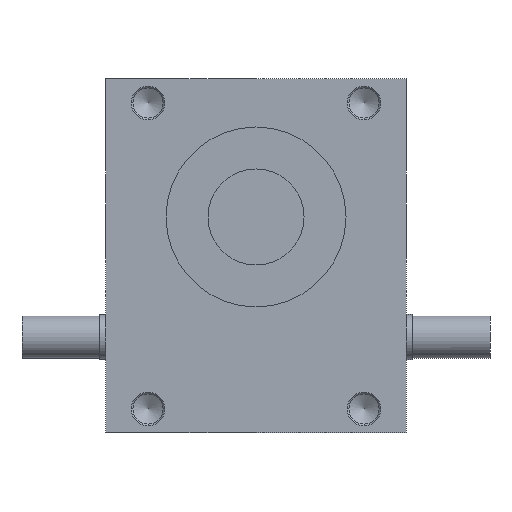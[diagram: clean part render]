
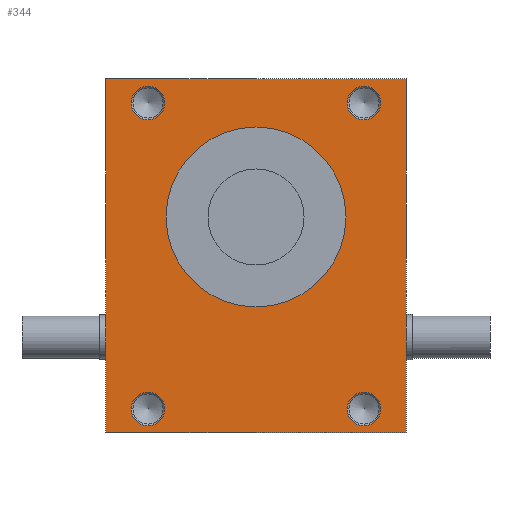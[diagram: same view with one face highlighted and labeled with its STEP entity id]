
A CAD part, front view. The second image highlights one B-rep face of the part: STEP entity #344.
In plain terms, the highlighted planar face has unit normal (0, -1, 0).
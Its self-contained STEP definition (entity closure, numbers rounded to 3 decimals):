
#344 = ADVANCED_FACE( '', ( #760, #761, #762, #763, #764, #765 ), #766, .F. );
#760 = FACE_BOUND( '', #1315, .T. );
#761 = FACE_BOUND( '', #1316, .T. );
#762 = FACE_BOUND( '', #1317, .T. );
#763 = FACE_BOUND( '', #1318, .T. );
#764 = FACE_BOUND( '', #1319, .T. );
#765 = FACE_OUTER_BOUND( '', #1320, .T. );
#766 = PLANE( '', #1321 );
#1315 = EDGE_LOOP( '', ( #2059 ) );
#1316 = EDGE_LOOP( '', ( #2060 ) );
#1317 = EDGE_LOOP( '', ( #2061 ) );
#1318 = EDGE_LOOP( '', ( #2062 ) );
#1319 = EDGE_LOOP( '', ( #2063 ) );
#1320 = EDGE_LOOP( '', ( #2064, #2065, #2066, #2067 ) );
#1321 = AXIS2_PLACEMENT_3D( '', #2068, #2069, #2070 );
#2059 = ORIENTED_EDGE( '', *, *, #3281, .F. );
#2060 = ORIENTED_EDGE( '', *, *, #3282, .F. );
#2061 = ORIENTED_EDGE( '', *, *, #3283, .F. );
#2062 = ORIENTED_EDGE( '', *, *, #3284, .F. );
#2063 = ORIENTED_EDGE( '', *, *, #3285, .T. );
#2064 = ORIENTED_EDGE( '', *, *, #3276, .T. );
#2065 = ORIENTED_EDGE( '', *, *, #3286, .F. );
#2066 = ORIENTED_EDGE( '', *, *, #3287, .F. );
#2067 = ORIENTED_EDGE( '', *, *, #3288, .T. );
#2068 = CARTESIAN_POINT( '', ( -250., -185., 295. ) );
#2069 = DIRECTION( '', ( 0., 1., 0. ) );
#2070 = DIRECTION( '', ( 0., 0., 1. ) );
#3276 = EDGE_CURVE( '', #3929, #3933, #3935, .T. );
#3281 = EDGE_CURVE( '', #3940, #3940, #3941, .T. );
#3282 = EDGE_CURVE( '', #3942, #3942, #3943, .T. );
#3283 = EDGE_CURVE( '', #3944, #3944, #3945, .T. );
#3284 = EDGE_CURVE( '', #3946, #3946, #3947, .T. );
#3285 = EDGE_CURVE( '', #3948, #3948, #3949, .T. );
#3286 = EDGE_CURVE( '', #3950, #3933, #3951, .T. );
#3287 = EDGE_CURVE( '', #3952, #3950, #3953, .T. );
#3288 = EDGE_CURVE( '', #3952, #3929, #3954, .T. );
#3929 = VERTEX_POINT( '', #4812 );
#3933 = VERTEX_POINT( '', #4818 );
#3935 = LINE( '', #4821, #4822 );
#3940 = VERTEX_POINT( '', #4829 );
#3941 = CIRCLE( '', #4830, 28. );
#3942 = VERTEX_POINT( '', #4831 );
#3943 = CIRCLE( '', #4832, 28. );
#3944 = VERTEX_POINT( '', #4833 );
#3945 = CIRCLE( '', #4834, 28. );
#3946 = VERTEX_POINT( '', #4835 );
#3947 = CIRCLE( '', #4836, 28. );
#3948 = VERTEX_POINT( '', #4837 );
#3949 = CIRCLE( '', #4838, 150. );
#3950 = VERTEX_POINT( '', #4839 );
#3951 = LINE( '', #4840, #4841 );
#3952 = VERTEX_POINT( '', #4842 );
#3953 = LINE( '', #4843, #4844 );
#3954 = LINE( '', #4845, #4846 );
#4812 = CARTESIAN_POINT( '', ( -250., -185., -295. ) );
#4818 = CARTESIAN_POINT( '', ( 250., -185., -295. ) );
#4821 = CARTESIAN_POINT( '', ( -250., -185., -295. ) );
#4822 = VECTOR( '', #5715, 1000. );
#4829 = CARTESIAN_POINT( '', ( -180., -185., -283. ) );
#4830 = AXIS2_PLACEMENT_3D( '', #5718, #5719, #5720 );
#4831 = CARTESIAN_POINT( '', ( -180., -185., 227. ) );
#4832 = AXIS2_PLACEMENT_3D( '', #5721, #5722, #5723 );
#4833 = CARTESIAN_POINT( '', ( 180., -185., 227. ) );
#4834 = AXIS2_PLACEMENT_3D( '', #5724, #5725, #5726 );
#4835 = CARTESIAN_POINT( '', ( 180., -185., -283. ) );
#4836 = AXIS2_PLACEMENT_3D( '', #5727, #5728, #5729 );
#4837 = CARTESIAN_POINT( '', ( 150., -185., 65. ) );
#4838 = AXIS2_PLACEMENT_3D( '', #5730, #5731, #5732 );
#4839 = CARTESIAN_POINT( '', ( 250., -185., 295. ) );
#4840 = CARTESIAN_POINT( '', ( 250., -185., 295. ) );
#4841 = VECTOR( '', #5733, 1000. );
#4842 = CARTESIAN_POINT( '', ( -250., -185., 295. ) );
#4843 = CARTESIAN_POINT( '', ( -250., -185., 295. ) );
#4844 = VECTOR( '', #5734, 1000. );
#4845 = CARTESIAN_POINT( '', ( -250., -185., 295. ) );
#4846 = VECTOR( '', #5735, 1000. );
#5715 = DIRECTION( '', ( 1., 0., 0. ) );
#5718 = CARTESIAN_POINT( '', ( -180., -185., -255. ) );
#5719 = DIRECTION( '', ( 0., -1., 0. ) );
#5720 = DIRECTION( '', ( 0., 0., -1. ) );
#5721 = CARTESIAN_POINT( '', ( -180., -185., 255. ) );
#5722 = DIRECTION( '', ( 0., -1., 0. ) );
#5723 = DIRECTION( '', ( 0., 0., -1. ) );
#5724 = CARTESIAN_POINT( '', ( 180., -185., 255. ) );
#5725 = DIRECTION( '', ( 0., -1., 0. ) );
#5726 = DIRECTION( '', ( 0., 0., -1. ) );
#5727 = CARTESIAN_POINT( '', ( 180., -185., -255. ) );
#5728 = DIRECTION( '', ( 0., -1., 0. ) );
#5729 = DIRECTION( '', ( 0., 0., -1. ) );
#5730 = CARTESIAN_POINT( '', ( 0., -185., 65. ) );
#5731 = DIRECTION( '', ( 0., 1., 0. ) );
#5732 = DIRECTION( '', ( 1., 0., 0. ) );
#5733 = DIRECTION( '', ( 0., 0., -1. ) );
#5734 = DIRECTION( '', ( 1., 0., 0. ) );
#5735 = DIRECTION( '', ( 0., 0., -1. ) );
